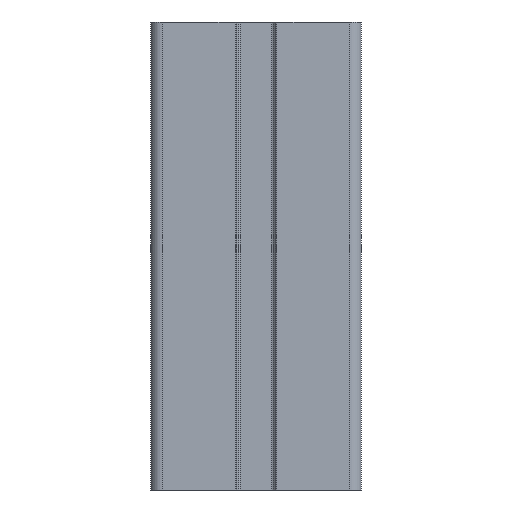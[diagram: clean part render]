
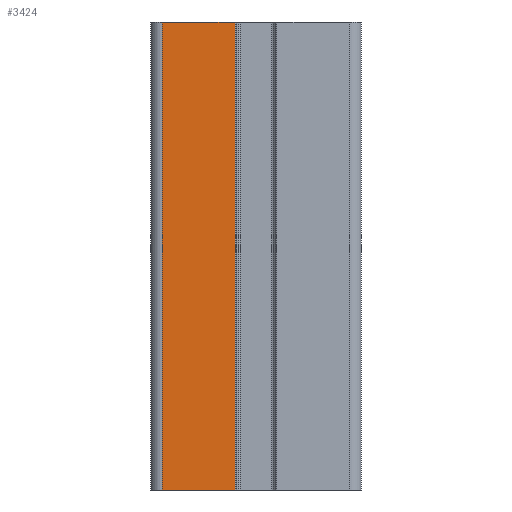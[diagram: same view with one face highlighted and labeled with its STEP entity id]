
A CAD part, front view. The second image highlights one B-rep face of the part: STEP entity #3424.
In plain terms, the highlighted planar face has unit normal (0, -1, 0).
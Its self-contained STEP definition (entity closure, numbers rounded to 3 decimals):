
#93=PLANE('',#3789);
#262=FACE_OUTER_BOUND('',#436,.T.);
#436=EDGE_LOOP('',(#2779,#2780,#2781,#2782));
#624=LINE('',#5428,#938);
#753=LINE('',#5839,#1067);
#754=LINE('',#5841,#1068);
#755=LINE('',#5842,#1069);
#938=VECTOR('',#4391,100.);
#1067=VECTOR('',#4806,15.55);
#1068=VECTOR('',#4807,100.);
#1069=VECTOR('',#4808,15.55);
#1473=VERTEX_POINT('',#5425);
#1474=VERTEX_POINT('',#5427);
#1613=VERTEX_POINT('',#5838);
#1614=VERTEX_POINT('',#5840);
#1907=EDGE_CURVE('',#1473,#1474,#624,.T.);
#2111=EDGE_CURVE('',#1473,#1613,#753,.T.);
#2112=EDGE_CURVE('',#1614,#1613,#754,.T.);
#2113=EDGE_CURVE('',#1474,#1614,#755,.T.);
#2779=ORIENTED_EDGE('',*,*,#1907,.F.);
#2780=ORIENTED_EDGE('',*,*,#2111,.T.);
#2781=ORIENTED_EDGE('',*,*,#2112,.F.);
#2782=ORIENTED_EDGE('',*,*,#2113,.F.);
#3424=ADVANCED_FACE('',(#262),#93,.T.);
#3789=AXIS2_PLACEMENT_3D('',#5837,#4804,#4805);
#4391=DIRECTION('',(0.,0.,-1.));
#4804=DIRECTION('center_axis',(0.,-1.,0.));
#4805=DIRECTION('ref_axis',(1.,0.,0.));
#4806=DIRECTION('',(-1.,0.,0.));
#4807=DIRECTION('',(0.,0.,1.));
#4808=DIRECTION('',(-1.,0.,0.));
#5425=CARTESIAN_POINT('',(-4.45,-22.5,100.));
#5427=CARTESIAN_POINT('',(-4.45,-22.5,0.));
#5428=CARTESIAN_POINT('',(-4.45,-22.5,0.));
#5837=CARTESIAN_POINT('Origin',(-20.,-22.5,0.));
#5838=CARTESIAN_POINT('',(-20.,-22.5,100.));
#5839=CARTESIAN_POINT('',(-10.,-22.5,100.));
#5840=CARTESIAN_POINT('',(-20.,-22.5,0.));
#5841=CARTESIAN_POINT('',(-20.,-22.5,0.));
#5842=CARTESIAN_POINT('',(-10.,-22.5,0.));
